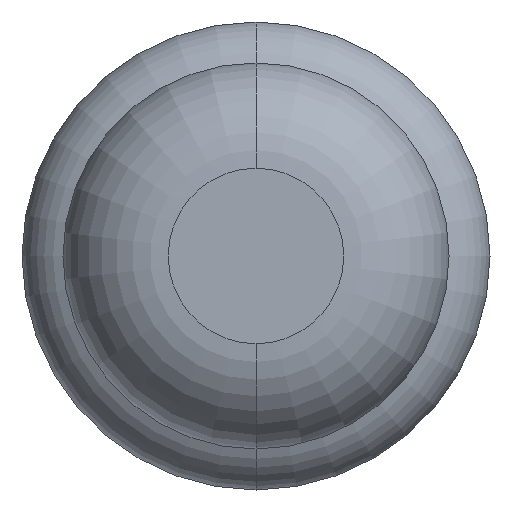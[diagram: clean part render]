
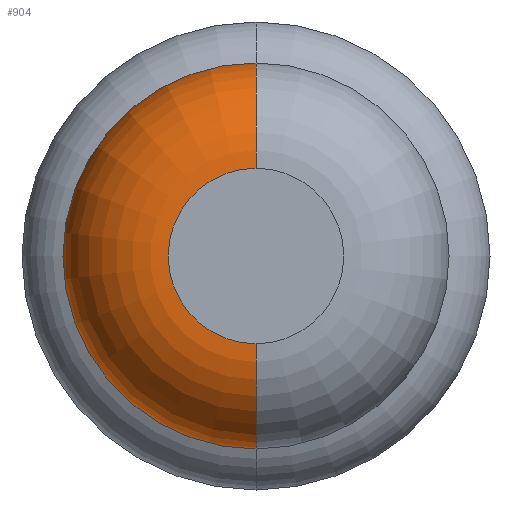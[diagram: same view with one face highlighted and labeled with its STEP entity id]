
A CAD part, front view. The second image highlights one B-rep face of the part: STEP entity #904.
In plain terms, the highlighted toroidal (fillet/blend) face has major radius 0.375 mm and minor radius 0.45 mm.
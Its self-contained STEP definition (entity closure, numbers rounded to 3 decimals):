
#57 = ORIENTED_EDGE ( 'NONE', *, *, #2576, .T. ) ;
#452 = DIRECTION ( 'NONE',  ( 0., 0., -1. ) ) ;
#471 = AXIS2_PLACEMENT_3D ( 'NONE', #1666, #1700, #3450 ) ;
#675 = VERTEX_POINT ( 'NONE', #2512 ) ;
#874 = CIRCLE ( 'NONE', #2776, 0.375 ) ;
#904 = ADVANCED_FACE ( 'Defeature ausgef�hrt1_11', ( #3398 ), #2930, .T. ) ;
#968 = CIRCLE ( 'NONE', #2161, 0.45 ) ;
#1001 = VERTEX_POINT ( 'NONE', #3732 ) ;
#1123 = DIRECTION ( 'NONE',  ( 1., 0., 0. ) ) ;
#1157 = VERTEX_POINT ( 'NONE', #4275 ) ;
#1202 = CARTESIAN_POINT ( 'NONE',  ( 0., -26., 0. ) ) ;
#1232 = ORIENTED_EDGE ( 'NONE', *, *, #3766, .F. ) ;
#1666 = CARTESIAN_POINT ( 'NONE',  ( 0., -25.55, 0. ) ) ;
#1700 = DIRECTION ( 'NONE',  ( 0., 1., 0. ) ) ;
#1882 = DIRECTION ( 'NONE',  ( 0., 0., 1. ) ) ;
#2161 = AXIS2_PLACEMENT_3D ( 'NONE', #2912, #3958, #2194 ) ;
#2194 = DIRECTION ( 'NONE',  ( 0., 0., 1. ) ) ;
#2396 = AXIS2_PLACEMENT_3D ( 'NONE', #3107, #2771, #2452 ) ;
#2424 = CIRCLE ( 'NONE', #2396, 0.825 ) ;
#2452 = DIRECTION ( 'NONE',  ( 0., 0., 1. ) ) ;
#2512 = CARTESIAN_POINT ( 'NONE',  ( 0., -26., 0.375 ) ) ;
#2576 = EDGE_CURVE ( 'Defeature ausgef�hrt1_11+Defeature ausgef�hrt1_10+Defeature ausgef�hrt1_10+Defeature ausgef�hrt1_10', #2816, #675, #874, .T. ) ;
#2771 = DIRECTION ( 'NONE',  ( 0., 1., 0. ) ) ;
#2776 = AXIS2_PLACEMENT_3D ( 'NONE', #1202, #3635, #1882 ) ;
#2816 = VERTEX_POINT ( 'NONE', #3540 ) ;
#2855 = CIRCLE ( 'NONE', #3828, 0.45 ) ;
#2908 = ORIENTED_EDGE ( 'NONE', *, *, #4344, .F. ) ;
#2912 = CARTESIAN_POINT ( 'NONE',  ( 0., -25.55, 0.375 ) ) ;
#2930 = TOROIDAL_SURFACE ( 'NONE', #471, 0.375, 0.45 ) ;
#3107 = CARTESIAN_POINT ( 'NONE',  ( 0., -25.55, 0. ) ) ;
#3189 = CARTESIAN_POINT ( 'NONE',  ( 0., -25.55, -0.375 ) ) ;
#3398 = FACE_OUTER_BOUND ( 'NONE', #4269, .T. ) ;
#3450 = DIRECTION ( 'NONE',  ( 0., 0., 1. ) ) ;
#3540 = CARTESIAN_POINT ( 'NONE',  ( 0., -26., -0.375 ) ) ;
#3581 = EDGE_CURVE ( 'NONE', #675, #1157, #968, .T. ) ;
#3635 = DIRECTION ( 'NONE',  ( 0., 1., 0. ) ) ;
#3673 = ORIENTED_EDGE ( 'NONE', *, *, #3581, .T. ) ;
#3732 = CARTESIAN_POINT ( 'NONE',  ( 0., -25.55, -0.825 ) ) ;
#3766 = EDGE_CURVE ( 'Defeature ausgef�hrt1_12+Defeature ausgef�hrt1_11+Defeature ausgef�hrt1_11+Defeature ausgef�hrt1_11', #1001, #1157, #2424, .T. ) ;
#3828 = AXIS2_PLACEMENT_3D ( 'NONE', #3189, #1123, #452 ) ;
#3958 = DIRECTION ( 'NONE',  ( -1., 0., 0. ) ) ;
#4269 = EDGE_LOOP ( 'NONE', ( #2908, #57, #3673, #1232 ) ) ;
#4275 = CARTESIAN_POINT ( 'NONE',  ( 0., -25.55, 0.825 ) ) ;
#4344 = EDGE_CURVE ( 'NONE', #2816, #1001, #2855, .T. ) ;
